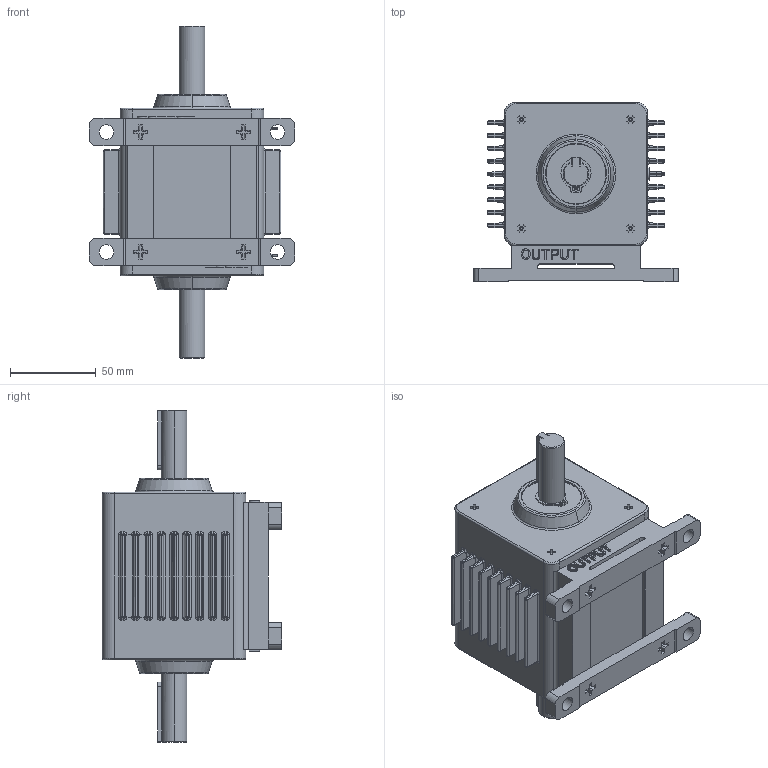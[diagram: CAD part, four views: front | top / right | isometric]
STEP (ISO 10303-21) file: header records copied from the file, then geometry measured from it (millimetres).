
FILE_DESCRIPTION (( 'STEP AP203' ), '1' );
FILE_NAME ('MP80.STEP', '2019-02-27T08:29:24', ( '' ), ( '' ), 'SwSTEP 2.0', 'SolidWorks 2018', '' );
FILE_SCHEMA (( 'CONFIG_CONTROL_DESIGN' ));
Length unit declared in the file: millimetre
Products named in the file (1): MP80
Bounding box: 120 x 105 x 194 mm (x, y, z)
Volume: 843677.1 mm3; surface area: 84726.6 mm2
Topology: 1 solids, 1 shells, 1128 faces, 2838 edges, 1684 vertices
Faces by surface type: plane 468, cylinder 342, bspline 144, torus 88, cone 86
Entity records: 76651 total; most frequent: CARTESIAN_POINT 51201, ORIENTED_EDGE 5500, DIRECTION 4878, EDGE_CURVE 2750, VERTEX_POINT 1684, VECTOR 1648, LINE 1648, AXIS2_PLACEMENT_3D 1615
